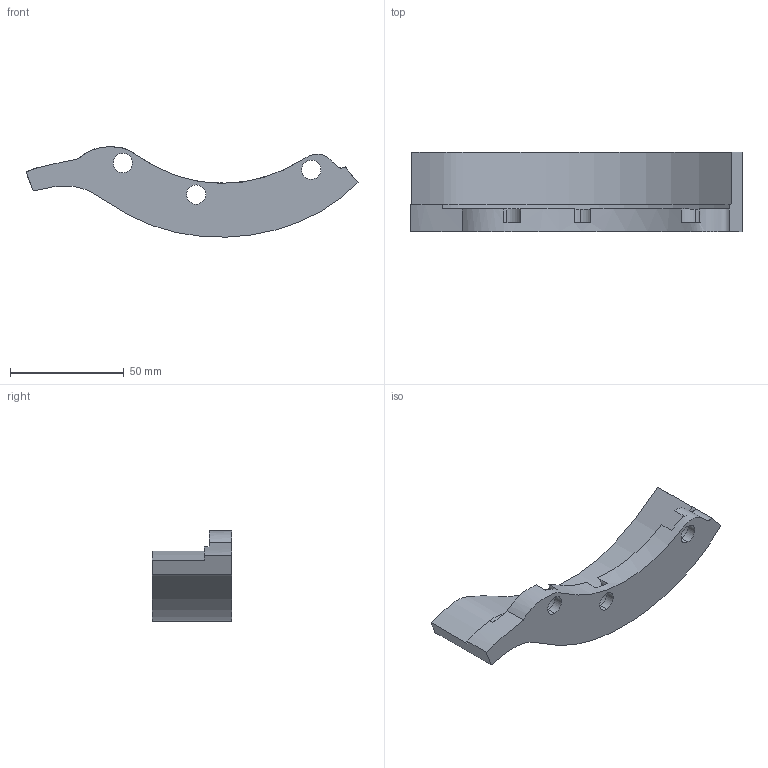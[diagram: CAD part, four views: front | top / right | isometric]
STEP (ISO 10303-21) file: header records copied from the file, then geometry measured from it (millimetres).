
FILE_DESCRIPTION (( 'STEP AP214' ), '1' );
FILE_NAME ('F627941-V2.STEP', '2021-03-19T10:05:38', ( '' ), ( '' ), 'SwSTEP 2.0', 'SolidWorks 2020', '' );
FILE_SCHEMA (( 'AUTOMOTIVE_DESIGN' ));
Length unit declared in the file: millimetre
Products named in the file (1): F627941-V2
Bounding box: 146.2 x 35 x 39.76 mm (x, y, z)
Volume: 56672.4 mm3; surface area: 17896.9 mm2
Topology: 1 solids, 1 shells, 27 faces, 74 edges, 49 vertices
Faces by surface type: cylinder 12, plane 10, bspline 5
Entity records: 1087 total; most frequent: CARTESIAN_POINT 377, ORIENTED_EDGE 148, DIRECTION 127, EDGE_CURVE 74, VERTEX_POINT 49, AXIS2_PLACEMENT_3D 47, VECTOR 33, EDGE_LOOP 33
